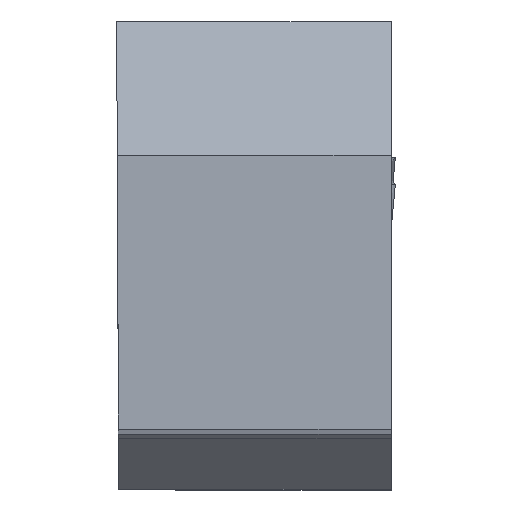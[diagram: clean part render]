
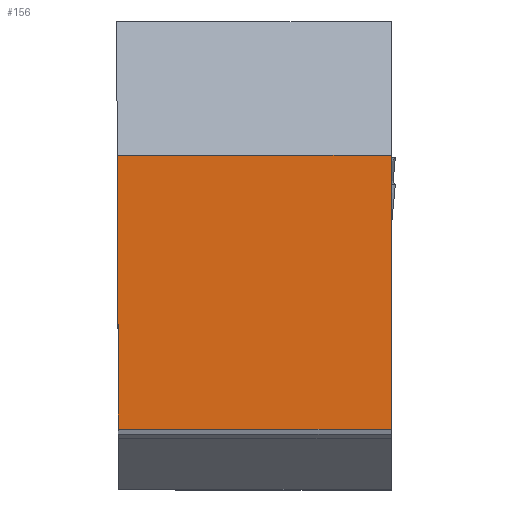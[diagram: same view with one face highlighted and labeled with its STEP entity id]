
A CAD part, top view. The second image highlights one B-rep face of the part: STEP entity #156.
In plain terms, the highlighted planar face has unit normal (0, 0, 1).
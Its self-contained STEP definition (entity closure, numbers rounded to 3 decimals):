
#156=ADVANCED_FACE('BLANK_BOXF006',(#273),#221,.T.);
#221=PLANE('',#1484);
#273=FACE_OUTER_BOUND('',#340,.T.);
#340=EDGE_LOOP('',(#505,#506,#507,#508));
#505=ORIENTED_EDGE('',*,*,#966,.T.);
#506=ORIENTED_EDGE('',*,*,#987,.F.);
#507=ORIENTED_EDGE('',*,*,#925,.T.);
#508=ORIENTED_EDGE('',*,*,#988,.T.);
#800=VERTEX_POINT('',#1921);
#801=VERTEX_POINT('',#1923);
#836=VERTEX_POINT('',#2010);
#837=VERTEX_POINT('',#2012);
#925=EDGE_CURVE('',#801,#800,#1113,.T.);
#966=EDGE_CURVE('',#837,#836,#1146,.T.);
#987=EDGE_CURVE('',#801,#836,#1164,.T.);
#988=EDGE_CURVE('',#800,#837,#1165,.T.);
#1113=LINE('',#1922,#1257);
#1146=LINE('',#2011,#1290);
#1164=LINE('',#2065,#1308);
#1165=LINE('',#2066,#1309);
#1257=VECTOR('',#1570,1.);
#1290=VECTOR('',#1629,1.);
#1308=VECTOR('',#1665,1.);
#1309=VECTOR('',#1666,1.);
#1484=AXIS2_PLACEMENT_3D('',#2067,#1667,#1668);
#1570=DIRECTION('',(0.,1.,0.));
#1629=DIRECTION('',(0.004,-1.,0.));
#1665=DIRECTION('',(-1.,0.,0.));
#1666=DIRECTION('',(-1.,0.,0.));
#1667=DIRECTION('',(0.,0.,1.));
#1668=DIRECTION('',(1.,0.,0.));
#1921=CARTESIAN_POINT('',(9.9,9.9,0.));
#1922=CARTESIAN_POINT('',(9.9,15.9,0.));
#1923=CARTESIAN_POINT('',(9.9,0.,0.));
#2010=CARTESIAN_POINT('',(0.043,0.,0.));
#2011=CARTESIAN_POINT('',(-0.027,15.996,0.));
#2012=CARTESIAN_POINT('',(0.,9.9,0.));
#2065=CARTESIAN_POINT('',(-22.,0.,0.));
#2066=CARTESIAN_POINT('',(-22.,9.9,0.));
#2067=CARTESIAN_POINT('',(-22.,15.9,0.));
